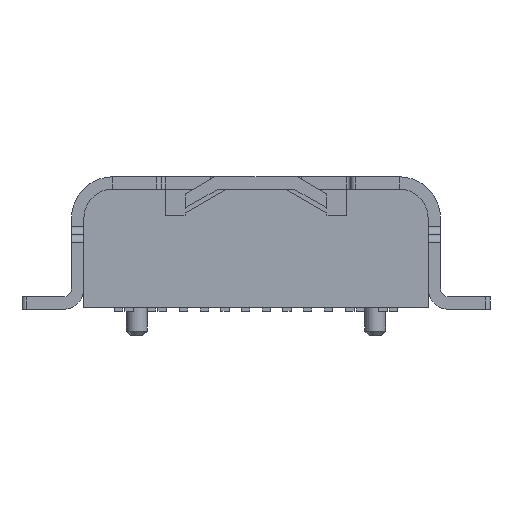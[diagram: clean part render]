
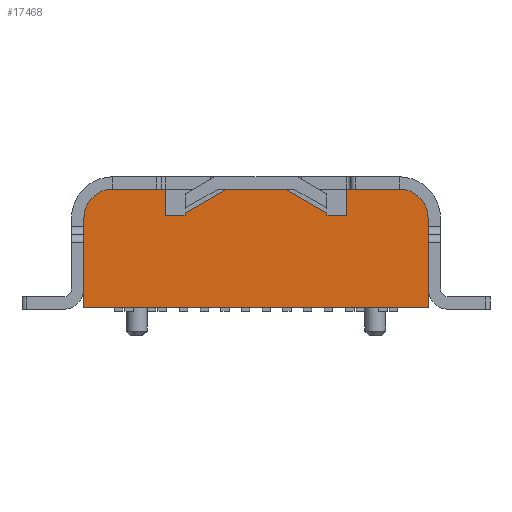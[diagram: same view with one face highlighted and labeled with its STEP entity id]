
A CAD part, front view. The second image highlights one B-rep face of the part: STEP entity #17468.
In plain terms, the highlighted planar face has unit normal (0, -1, 0).
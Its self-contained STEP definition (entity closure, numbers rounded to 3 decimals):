
#37 = LINE ( 'NONE', #36971, #30339 ) ;
#989 = LINE ( 'NONE', #17247, #19807 ) ;
#1010 = CARTESIAN_POINT ( 'NONE',  ( 2.2, -3.55, 2.86 ) ) ;
#1497 = ORIENTED_EDGE ( 'NONE', *, *, #14292, .F. ) ;
#1893 = DIRECTION ( 'NONE',  ( -0.866, 0., 0.5 ) ) ;
#2038 = CARTESIAN_POINT ( 'NONE',  ( 4.17, -3.55, 0. ) ) ;
#2431 = CARTESIAN_POINT ( 'NONE',  ( 3.47, -3.55, 2.86 ) ) ;
#2478 = CARTESIAN_POINT ( 'NONE',  ( -1.72, -3.55, 2.283 ) ) ;
#2703 = ORIENTED_EDGE ( 'NONE', *, *, #9643, .T. ) ;
#2723 = LINE ( 'NONE', #2953, #31419 ) ;
#2786 = EDGE_CURVE ( 'NONE', #34010, #13997, #39002, .T. ) ;
#2953 = CARTESIAN_POINT ( 'NONE',  ( -4.17, -3.55, 0. ) ) ;
#2975 = VECTOR ( 'NONE', #4988, 1000. ) ;
#3116 = VERTEX_POINT ( 'NONE', #20032 ) ;
#3725 = CARTESIAN_POINT ( 'NONE',  ( -3.47, -3.55, 2.16 ) ) ;
#3980 = ORIENTED_EDGE ( 'NONE', *, *, #42422, .T. ) ;
#4018 = VECTOR ( 'NONE', #1893, 1000. ) ;
#4232 = VECTOR ( 'NONE', #42953, 1000. ) ;
#4297 = CARTESIAN_POINT ( 'NONE',  ( -2.2, -3.55, 2.223 ) ) ;
#4437 = EDGE_CURVE ( 'NONE', #16013, #24376, #989, .T. ) ;
#4988 = DIRECTION ( 'NONE',  ( 0., 0., 1. ) ) ;
#5716 = CARTESIAN_POINT ( 'NONE',  ( 4.17, -3.55, 1. ) ) ;
#6126 = ORIENTED_EDGE ( 'NONE', *, *, #42696, .T. ) ;
#6695 = ORIENTED_EDGE ( 'NONE', *, *, #41554, .F. ) ;
#7077 = CARTESIAN_POINT ( 'NONE',  ( -2.2, -3.55, 2.223 ) ) ;
#7377 = VERTEX_POINT ( 'NONE', #36184 ) ;
#7726 = DIRECTION ( 'NONE',  ( 0., 1., 0. ) ) ;
#7977 = VERTEX_POINT ( 'NONE', #2038 ) ;
#8045 = CARTESIAN_POINT ( 'NONE',  ( 4.17, -3.55, 2.16 ) ) ;
#8254 = DIRECTION ( 'NONE',  ( 0., 0., 1. ) ) ;
#8420 = DIRECTION ( 'NONE',  ( 0., 0., 1. ) ) ;
#9157 = CARTESIAN_POINT ( 'NONE',  ( 3.47, -3.55, 2.86 ) ) ;
#9643 = EDGE_CURVE ( 'NONE', #18812, #7377, #25403, .T. ) ;
#10638 = PLANE ( 'NONE',  #18095 ) ;
#11749 = VECTOR ( 'NONE', #14108, 1000. ) ;
#13545 = EDGE_CURVE ( 'NONE', #3116, #36508, #24617, .T. ) ;
#13985 = DIRECTION ( 'NONE',  ( 1., 0., 0. ) ) ;
#13997 = VERTEX_POINT ( 'NONE', #1010 ) ;
#14108 = DIRECTION ( 'NONE',  ( 0., 0., 1. ) ) ;
#14129 = CARTESIAN_POINT ( 'NONE',  ( -1.822, -3.55, 2.223 ) ) ;
#14292 = EDGE_CURVE ( 'NONE', #36508, #22645, #15001, .T. ) ;
#14429 = ORIENTED_EDGE ( 'NONE', *, *, #13545, .F. ) ;
#15001 = LINE ( 'NONE', #14129, #35451 ) ;
#15038 = DIRECTION ( 'NONE',  ( 0., 0., 1. ) ) ;
#15795 = ORIENTED_EDGE ( 'NONE', *, *, #21905, .T. ) ;
#15884 = CARTESIAN_POINT ( 'NONE',  ( 3.47, -3.55, 2.16 ) ) ;
#15888 = CARTESIAN_POINT ( 'NONE',  ( -4.17, -3.55, 1. ) ) ;
#15960 = EDGE_CURVE ( 'NONE', #37056, #41274, #36131, .T. ) ;
#16013 = VERTEX_POINT ( 'NONE', #28657 ) ;
#17247 = CARTESIAN_POINT ( 'NONE',  ( -3.47, -3.55, 2.86 ) ) ;
#17345 = CARTESIAN_POINT ( 'NONE',  ( 1.72, -3.55, 2.283 ) ) ;
#17409 = CARTESIAN_POINT ( 'NONE',  ( 2.2, -3.55, 2.223 ) ) ;
#17468 = ADVANCED_FACE ( 'NONE', ( #37349 ), #10638, .T. ) ;
#17963 = CARTESIAN_POINT ( 'NONE',  ( -2.2, -3.55, 2.223 ) ) ;
#17967 = DIRECTION ( 'NONE',  ( 0., 0., -1. ) ) ;
#18095 = AXIS2_PLACEMENT_3D ( 'NONE', #3725, #20427, #17967 ) ;
#18417 = LINE ( 'NONE', #17963, #38925 ) ;
#18812 = VERTEX_POINT ( 'NONE', #17345 ) ;
#18823 = CARTESIAN_POINT ( 'NONE',  ( 1.822, -3.55, 2.223 ) ) ;
#19384 = EDGE_CURVE ( 'NONE', #30371, #34010, #31503, .T. ) ;
#19807 = VECTOR ( 'NONE', #37727, 1000. ) ;
#20032 = CARTESIAN_POINT ( 'NONE',  ( -1.72, -3.55, 2.223 ) ) ;
#20281 = DIRECTION ( 'NONE',  ( -1., 0., 0. ) ) ;
#20419 = CARTESIAN_POINT ( 'NONE',  ( 2.2, -3.55, 2.223 ) ) ;
#20427 = DIRECTION ( 'NONE',  ( 0., -1., 0. ) ) ;
#20683 = VECTOR ( 'NONE', #15038, 1000. ) ;
#21905 = EDGE_CURVE ( 'NONE', #37056, #7977, #2723, .T. ) ;
#22607 = EDGE_CURVE ( 'NONE', #28123, #13997, #40798, .T. ) ;
#22645 = VERTEX_POINT ( 'NONE', #28407 ) ;
#24376 = VERTEX_POINT ( 'NONE', #33510 ) ;
#24563 = VECTOR ( 'NONE', #37342, 1000. ) ;
#24617 = LINE ( 'NONE', #28147, #26231 ) ;
#25403 = LINE ( 'NONE', #18823, #4018 ) ;
#25584 = CARTESIAN_POINT ( 'NONE',  ( -3.47, -3.55, 2.16 ) ) ;
#25869 = ORIENTED_EDGE ( 'NONE', *, *, #15960, .F. ) ;
#26161 = EDGE_CURVE ( 'NONE', #7977, #30371, #28737, .T. ) ;
#26231 = VECTOR ( 'NONE', #8254, 1000. ) ;
#27433 = VERTEX_POINT ( 'NONE', #4297 ) ;
#27640 = ORIENTED_EDGE ( 'NONE', *, *, #4437, .F. ) ;
#28123 = VERTEX_POINT ( 'NONE', #37061 ) ;
#28147 = CARTESIAN_POINT ( 'NONE',  ( -1.72, -3.55, 2.223 ) ) ;
#28299 = ORIENTED_EDGE ( 'NONE', *, *, #39544, .F. ) ;
#28407 = CARTESIAN_POINT ( 'NONE',  ( -0.72, -3.55, 2.86 ) ) ;
#28529 = CARTESIAN_POINT ( 'NONE',  ( -4.17, -3.55, 0. ) ) ;
#28657 = CARTESIAN_POINT ( 'NONE',  ( -3.47, -3.55, 2.86 ) ) ;
#28737 = LINE ( 'NONE', #5716, #38681 ) ;
#28797 = VECTOR ( 'NONE', #13985, 1000. ) ;
#29294 = DIRECTION ( 'NONE',  ( 0., -1., 0. ) ) ;
#29361 = AXIS2_PLACEMENT_3D ( 'NONE', #15884, #29294, #42779 ) ;
#29841 = ORIENTED_EDGE ( 'NONE', *, *, #19384, .T. ) ;
#30339 = VECTOR ( 'NONE', #20281, 1000. ) ;
#30349 = CIRCLE ( 'NONE', #38120, 0.7 ) ;
#30371 = VERTEX_POINT ( 'NONE', #8045 ) ;
#31065 = ORIENTED_EDGE ( 'NONE', *, *, #39483, .F. ) ;
#31337 = LINE ( 'NONE', #41730, #20683 ) ;
#31419 = VECTOR ( 'NONE', #39904, 1000. ) ;
#31503 = CIRCLE ( 'NONE', #29361, 0.7 ) ;
#31782 = LINE ( 'NONE', #7077, #28797 ) ;
#31798 = ORIENTED_EDGE ( 'NONE', *, *, #34767, .T. ) ;
#31995 = DIRECTION ( 'NONE',  ( 0., 0., -1. ) ) ;
#33510 = CARTESIAN_POINT ( 'NONE',  ( -2.2, -3.55, 2.86 ) ) ;
#33846 = VERTEX_POINT ( 'NONE', #40985 ) ;
#34010 = VERTEX_POINT ( 'NONE', #2431 ) ;
#34767 = EDGE_CURVE ( 'NONE', #7377, #22645, #37, .T. ) ;
#34864 = ORIENTED_EDGE ( 'NONE', *, *, #22607, .F. ) ;
#35451 = VECTOR ( 'NONE', #37913, 1000. ) ;
#35988 = DIRECTION ( 'NONE',  ( 0., 0., 1. ) ) ;
#36131 = LINE ( 'NONE', #15888, #2975 ) ;
#36184 = CARTESIAN_POINT ( 'NONE',  ( 0.72, -3.55, 2.86 ) ) ;
#36508 = VERTEX_POINT ( 'NONE', #2478 ) ;
#36971 = CARTESIAN_POINT ( 'NONE',  ( 0.72, -3.55, 2.86 ) ) ;
#37056 = VERTEX_POINT ( 'NONE', #28529 ) ;
#37061 = CARTESIAN_POINT ( 'NONE',  ( 2.2, -3.55, 2.223 ) ) ;
#37163 = CARTESIAN_POINT ( 'NONE',  ( -4.17, -3.55, 2.16 ) ) ;
#37342 = DIRECTION ( 'NONE',  ( 1., 0., 0. ) ) ;
#37349 = FACE_OUTER_BOUND ( 'NONE', #43427, .T. ) ;
#37727 = DIRECTION ( 'NONE',  ( 1., 0., 0. ) ) ;
#37913 = DIRECTION ( 'NONE',  ( 0.866, 0., 0.5 ) ) ;
#38120 = AXIS2_PLACEMENT_3D ( 'NONE', #25584, #7726, #31995 ) ;
#38611 = LINE ( 'NONE', #20419, #24563 ) ;
#38681 = VECTOR ( 'NONE', #35988, 1000. ) ;
#38925 = VECTOR ( 'NONE', #8420, 1000. ) ;
#39002 = LINE ( 'NONE', #9157, #4232 ) ;
#39483 = EDGE_CURVE ( 'NONE', #27433, #3116, #31782, .T. ) ;
#39544 = EDGE_CURVE ( 'NONE', #33846, #28123, #38611, .T. ) ;
#39904 = DIRECTION ( 'NONE',  ( 1., 0., 0. ) ) ;
#40443 = ORIENTED_EDGE ( 'NONE', *, *, #2786, .T. ) ;
#40798 = LINE ( 'NONE', #17409, #11749 ) ;
#40985 = CARTESIAN_POINT ( 'NONE',  ( 1.72, -3.55, 2.223 ) ) ;
#41274 = VERTEX_POINT ( 'NONE', #37163 ) ;
#41554 = EDGE_CURVE ( 'NONE', #41274, #16013, #30349, .T. ) ;
#41730 = CARTESIAN_POINT ( 'NONE',  ( 1.72, -3.55, 2.223 ) ) ;
#41987 = ORIENTED_EDGE ( 'NONE', *, *, #26161, .T. ) ;
#42422 = EDGE_CURVE ( 'NONE', #27433, #24376, #18417, .T. ) ;
#42696 = EDGE_CURVE ( 'NONE', #33846, #18812, #31337, .T. ) ;
#42779 = DIRECTION ( 'NONE',  ( 0., 0., -1. ) ) ;
#42953 = DIRECTION ( 'NONE',  ( -1., 0., 0. ) ) ;
#43427 = EDGE_LOOP ( 'NONE', ( #3980, #27640, #6695, #25869, #15795, #41987, #29841, #40443, #34864, #28299, #6126, #2703, #31798, #1497, #14429, #31065 ) ) ;
